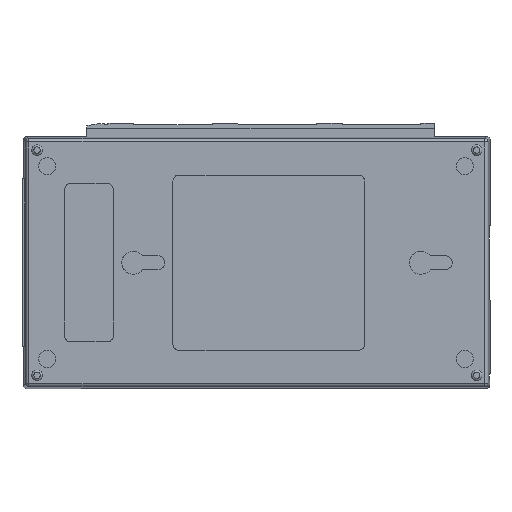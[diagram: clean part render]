
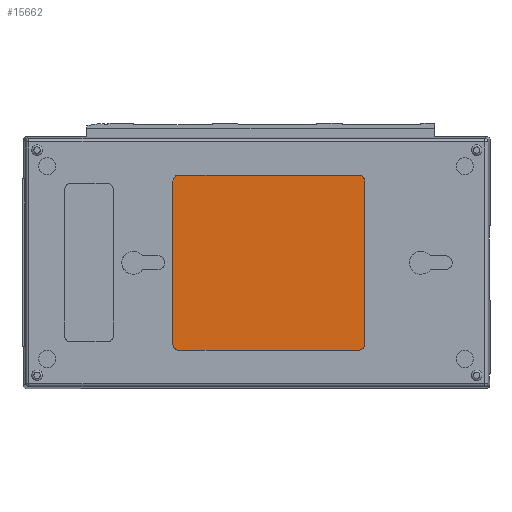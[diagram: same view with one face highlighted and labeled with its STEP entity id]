
A CAD part, front view. The second image highlights one B-rep face of the part: STEP entity #15662.
In plain terms, the highlighted planar face has unit normal (0, -1, 0).
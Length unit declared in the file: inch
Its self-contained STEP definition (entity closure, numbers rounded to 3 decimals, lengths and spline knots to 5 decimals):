
#99 = AXIS2_PLACEMENT_3D ( 'NONE', #30607, #94976, #39898 ) ;
#411 = CARTESIAN_POINT ( 'NONE',  ( -4.47391, -0.693, 1.26 ) ) ;
#538 = CIRCLE ( 'NONE', #54794, 0.085 ) ;
#768 = VERTEX_POINT ( 'NONE', #411 ) ;
#2301 = VECTOR ( 'NONE', #81078, 39.37008 ) ;
#2536 = CARTESIAN_POINT ( 'NONE',  ( -4.55891, -0.693, -1.175 ) ) ;
#4388 = EDGE_CURVE ( 'NONE', #75483, #39227, #538, .T. ) ;
#5684 = ORIENTED_EDGE ( 'NONE', *, *, #4388, .T. ) ;
#5892 = CARTESIAN_POINT ( 'NONE',  ( -4.47391, -0.693, -1.26 ) ) ;
#6182 = DIRECTION ( 'NONE',  ( 0., 0., 1. ) ) ;
#8711 = DIRECTION ( 'NONE',  ( -1., 0., 0. ) ) ;
#9107 = CARTESIAN_POINT ( 'NONE',  ( -1.88891, -0.693, 1.26 ) ) ;
#12736 = EDGE_CURVE ( 'NONE', #768, #75792, #96399, .T. ) ;
#15662 = ADVANCED_FACE ( 'NONE', ( #24433 ), #95672, .F. ) ;
#16714 = CARTESIAN_POINT ( 'NONE',  ( -1.80391, -0.693, 1.175 ) ) ;
#16752 = DIRECTION ( 'NONE',  ( 0., -1., 0. ) ) ;
#21840 = CIRCLE ( 'NONE', #22502, 0.085 ) ;
#22502 = AXIS2_PLACEMENT_3D ( 'NONE', #71839, #16752, #81055 ) ;
#22504 = CARTESIAN_POINT ( 'NONE',  ( -1.88891, -0.693, -1.175 ) ) ;
#24433 = FACE_OUTER_BOUND ( 'NONE', #42422, .T. ) ;
#25672 = AXIS2_PLACEMENT_3D ( 'NONE', #116386, #61312, #6182 ) ;
#30077 = DIRECTION ( 'NONE',  ( 1., 0., 0. ) ) ;
#30607 = CARTESIAN_POINT ( 'NONE',  ( -1.88891, -0.693, -1.175 ) ) ;
#30868 = EDGE_CURVE ( 'NONE', #77931, #34689, #41705, .T. ) ;
#31724 = DIRECTION ( 'NONE',  ( 0., 0., 1. ) ) ;
#33932 = ORIENTED_EDGE ( 'NONE', *, *, #30868, .T. ) ;
#34689 = VERTEX_POINT ( 'NONE', #16714 ) ;
#35964 = ORIENTED_EDGE ( 'NONE', *, *, #105156, .T. ) ;
#37806 = EDGE_CURVE ( 'NONE', #34689, #87927, #21840, .T. ) ;
#39227 = VERTEX_POINT ( 'NONE', #5892 ) ;
#39898 = DIRECTION ( 'NONE',  ( 0., 0., 1. ) ) ;
#40978 = CARTESIAN_POINT ( 'NONE',  ( -1.88891, -0.693, -1.26 ) ) ;
#41705 = LINE ( 'NONE', #47562, #112173 ) ;
#42422 = EDGE_LOOP ( 'NONE', ( #73102, #33932, #82840, #35964, #78432, #75769, #5684, #53207 ) ) ;
#43959 = CARTESIAN_POINT ( 'NONE',  ( -4.55891, -0.693, 1.175 ) ) ;
#47562 = CARTESIAN_POINT ( 'NONE',  ( -1.80391, -0.693, -1.175 ) ) ;
#48604 = VERTEX_POINT ( 'NONE', #40978 ) ;
#52381 = CARTESIAN_POINT ( 'NONE',  ( -4.47391, -0.693, -1.175 ) ) ;
#53207 = ORIENTED_EDGE ( 'NONE', *, *, #58769, .T. ) ;
#54794 = AXIS2_PLACEMENT_3D ( 'NONE', #52381, #116679, #61615 ) ;
#58769 = EDGE_CURVE ( 'NONE', #39227, #48604, #74185, .T. ) ;
#61312 = DIRECTION ( 'NONE',  ( 0., -1., 0. ) ) ;
#61615 = DIRECTION ( 'NONE',  ( 0., 0., 1. ) ) ;
#62606 = CARTESIAN_POINT ( 'NONE',  ( -4.55891, -0.693, -1.175 ) ) ;
#66064 = DIRECTION ( 'NONE',  ( 0., 0., 1. ) ) ;
#71839 = CARTESIAN_POINT ( 'NONE',  ( -1.88891, -0.693, 1.175 ) ) ;
#73102 = ORIENTED_EDGE ( 'NONE', *, *, #111949, .T. ) ;
#74185 = LINE ( 'NONE', #112482, #95763 ) ;
#75202 = CARTESIAN_POINT ( 'NONE',  ( -1.80391, -0.693, -1.175 ) ) ;
#75483 = VERTEX_POINT ( 'NONE', #2536 ) ;
#75769 = ORIENTED_EDGE ( 'NONE', *, *, #99893, .T. ) ;
#75774 = LINE ( 'NONE', #62606, #2301 ) ;
#75792 = VERTEX_POINT ( 'NONE', #43959 ) ;
#77931 = VERTEX_POINT ( 'NONE', #75202 ) ;
#78114 = CARTESIAN_POINT ( 'NONE',  ( -1.88891, -0.693, 1.26 ) ) ;
#78432 = ORIENTED_EDGE ( 'NONE', *, *, #12736, .T. ) ;
#81055 = DIRECTION ( 'NONE',  ( 0., 0., 1. ) ) ;
#81078 = DIRECTION ( 'NONE',  ( 0., 0., -1. ) ) ;
#82840 = ORIENTED_EDGE ( 'NONE', *, *, #37806, .T. ) ;
#86811 = DIRECTION ( 'NONE',  ( 0., 1., 0. ) ) ;
#87927 = VERTEX_POINT ( 'NONE', #78114 ) ;
#94976 = DIRECTION ( 'NONE',  ( 0., -1., 0. ) ) ;
#95672 = PLANE ( 'NONE',  #97958 ) ;
#95763 = VECTOR ( 'NONE', #30077, 39.37008 ) ;
#96399 = CIRCLE ( 'NONE', #25672, 0.085 ) ;
#97958 = AXIS2_PLACEMENT_3D ( 'NONE', #22504, #86811, #31724 ) ;
#99341 = VECTOR ( 'NONE', #8711, 39.37008 ) ;
#99893 = EDGE_CURVE ( 'NONE', #75792, #75483, #75774, .T. ) ;
#102243 = LINE ( 'NONE', #9107, #99341 ) ;
#105156 = EDGE_CURVE ( 'NONE', #87927, #768, #102243, .T. ) ;
#106394 = CIRCLE ( 'NONE', #99, 0.085 ) ;
#111949 = EDGE_CURVE ( 'NONE', #48604, #77931, #106394, .T. ) ;
#112173 = VECTOR ( 'NONE', #66064, 39.37008 ) ;
#112482 = CARTESIAN_POINT ( 'NONE',  ( -1.88891, -0.693, -1.26 ) ) ;
#116386 = CARTESIAN_POINT ( 'NONE',  ( -4.47391, -0.693, 1.175 ) ) ;
#116679 = DIRECTION ( 'NONE',  ( 0., -1., 0. ) ) ;
